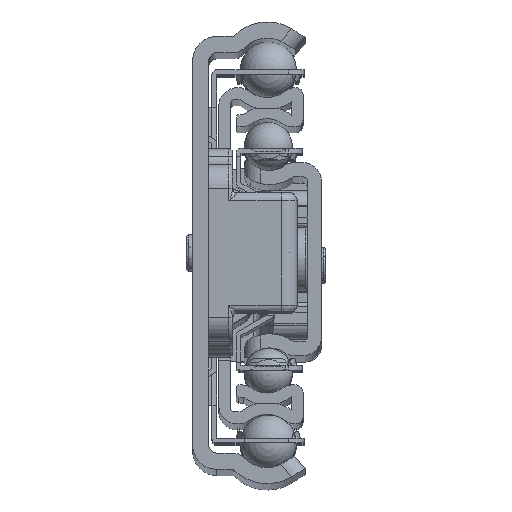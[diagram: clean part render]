
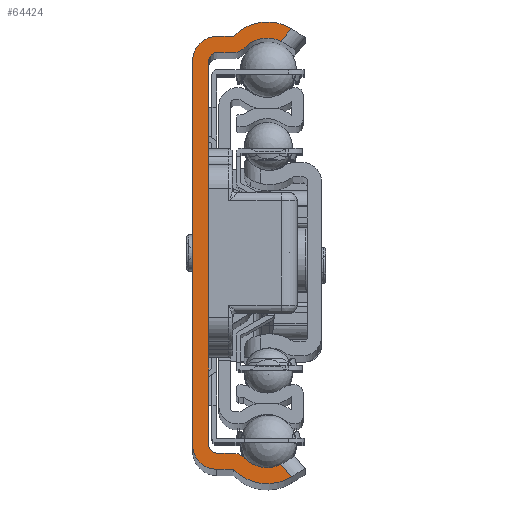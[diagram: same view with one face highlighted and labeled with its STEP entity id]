
A CAD part, top view. The second image highlights one B-rep face of the part: STEP entity #64424.
In plain terms, the highlighted planar face has unit normal (0, 0, 1).
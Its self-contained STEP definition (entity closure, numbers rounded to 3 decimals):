
#3679=PLANE('',#68267);
#5669=LINE('',#93392,#10535);
#5691=LINE('',#93480,#10557);
#5699=LINE('',#93526,#10565);
#5710=LINE('',#93586,#10576);
#5714=LINE('',#93598,#10580);
#5718=LINE('',#93610,#10584);
#5723=LINE('',#93627,#10589);
#5727=LINE('',#93641,#10593);
#10535=VECTOR('',#75294,10.);
#10557=VECTOR('',#75382,10.);
#10565=VECTOR('',#75412,10.);
#10576=VECTOR('',#75459,10.);
#10580=VECTOR('',#75471,10.);
#10584=VECTOR('',#75483,10.);
#10589=VECTOR('',#75504,10.);
#10593=VECTOR('',#75522,10.);
#16172=FACE_OUTER_BOUND('',#19495,.T.);
#19495=EDGE_LOOP('',(#44005,#44006,#44007,#44008,#44009,#44010,#44011,#44012,
#44013,#44014,#44015,#44016,#44017,#44018,#44019,#44020,#44021,#44022));
#22919=CIRCLE('',#68219,5.8);
#22921=CIRCLE('',#68228,3.8);
#22922=CIRCLE('',#68238,3.8);
#22924=CIRCLE('',#68241,2.);
#22926=CIRCLE('',#68245,1.);
#22928=CIRCLE('',#68249,1.);
#22930=CIRCLE('',#68253,2.);
#22932=CIRCLE('',#68257,5.8);
#22934=CIRCLE('',#68261,3.);
#22936=CIRCLE('',#68264,3.);
#25845=VERTEX_POINT('',#93390);
#25846=VERTEX_POINT('',#93391);
#25874=VERTEX_POINT('',#93474);
#25875=VERTEX_POINT('',#93479);
#25882=VERTEX_POINT('',#93501);
#25889=VERTEX_POINT('',#93520);
#25890=VERTEX_POINT('',#93525);
#25894=VERTEX_POINT('',#93541);
#25901=VERTEX_POINT('',#93573);
#25903=VERTEX_POINT('',#93579);
#25905=VERTEX_POINT('',#93585);
#25907=VERTEX_POINT('',#93591);
#25909=VERTEX_POINT('',#93597);
#25911=VERTEX_POINT('',#93603);
#25913=VERTEX_POINT('',#93609);
#25915=VERTEX_POINT('',#93620);
#25917=VERTEX_POINT('',#93626);
#25919=VERTEX_POINT('',#93635);
#32781=EDGE_CURVE('',#25845,#25846,#5669,.T.);
#32824=EDGE_CURVE('',#25874,#25875,#5691,.T.);
#32833=EDGE_CURVE('',#25882,#25874,#22919,.T.);
#32842=EDGE_CURVE('',#25889,#25890,#5699,.T.);
#32848=EDGE_CURVE('',#25894,#25889,#22921,.T.);
#32860=EDGE_CURVE('',#25875,#25901,#22922,.T.);
#32863=EDGE_CURVE('',#25901,#25903,#22924,.T.);
#32866=EDGE_CURVE('',#25903,#25905,#5710,.T.);
#32869=EDGE_CURVE('',#25905,#25907,#22926,.T.);
#32872=EDGE_CURVE('',#25907,#25909,#5714,.T.);
#32875=EDGE_CURVE('',#25909,#25911,#22928,.T.);
#32878=EDGE_CURVE('',#25911,#25913,#5718,.T.);
#32881=EDGE_CURVE('',#25913,#25894,#22930,.T.);
#32884=EDGE_CURVE('',#25890,#25915,#22932,.T.);
#32887=EDGE_CURVE('',#25915,#25917,#5723,.T.);
#32890=EDGE_CURVE('',#25917,#25845,#22934,.T.);
#32892=EDGE_CURVE('',#25846,#25919,#22936,.T.);
#32895=EDGE_CURVE('',#25919,#25882,#5727,.T.);
#44005=ORIENTED_EDGE('',*,*,#32824,.F.);
#44006=ORIENTED_EDGE('',*,*,#32833,.F.);
#44007=ORIENTED_EDGE('',*,*,#32895,.F.);
#44008=ORIENTED_EDGE('',*,*,#32892,.F.);
#44009=ORIENTED_EDGE('',*,*,#32781,.F.);
#44010=ORIENTED_EDGE('',*,*,#32890,.F.);
#44011=ORIENTED_EDGE('',*,*,#32887,.F.);
#44012=ORIENTED_EDGE('',*,*,#32884,.F.);
#44013=ORIENTED_EDGE('',*,*,#32842,.F.);
#44014=ORIENTED_EDGE('',*,*,#32848,.F.);
#44015=ORIENTED_EDGE('',*,*,#32881,.F.);
#44016=ORIENTED_EDGE('',*,*,#32878,.F.);
#44017=ORIENTED_EDGE('',*,*,#32875,.F.);
#44018=ORIENTED_EDGE('',*,*,#32872,.F.);
#44019=ORIENTED_EDGE('',*,*,#32869,.F.);
#44020=ORIENTED_EDGE('',*,*,#32866,.F.);
#44021=ORIENTED_EDGE('',*,*,#32863,.F.);
#44022=ORIENTED_EDGE('',*,*,#32860,.F.);
#64424=ADVANCED_FACE('',(#16172),#3679,.T.);
#68219=AXIS2_PLACEMENT_3D('',#93503,#75394,#75395);
#68228=AXIS2_PLACEMENT_3D('',#93543,#75419,#75420);
#68238=AXIS2_PLACEMENT_3D('',#93574,#75445,#75446);
#68241=AXIS2_PLACEMENT_3D('',#93580,#75452,#75453);
#68245=AXIS2_PLACEMENT_3D('',#93592,#75464,#75465);
#68249=AXIS2_PLACEMENT_3D('',#93604,#75476,#75477);
#68253=AXIS2_PLACEMENT_3D('',#93615,#75488,#75489);
#68257=AXIS2_PLACEMENT_3D('',#93621,#75497,#75498);
#68261=AXIS2_PLACEMENT_3D('',#93632,#75509,#75510);
#68264=AXIS2_PLACEMENT_3D('',#93636,#75515,#75516);
#68267=AXIS2_PLACEMENT_3D('',#93643,#75524,#75525);
#75294=DIRECTION('',(0.,1.,0.));
#75382=DIRECTION('',(-0.653,-0.757,0.));
#75394=DIRECTION('center_axis',(0.,0.,-1.));
#75395=DIRECTION('ref_axis',(-0.525,-0.851,0.));
#75412=DIRECTION('',(0.653,-0.757,0.));
#75419=DIRECTION('center_axis',(0.,0.,1.));
#75420=DIRECTION('ref_axis',(-0.724,-0.69,0.));
#75445=DIRECTION('center_axis',(0.,0.,1.));
#75446=DIRECTION('ref_axis',(0.525,0.851,0.));
#75452=DIRECTION('center_axis',(0.,0.,-1.));
#75453=DIRECTION('ref_axis',(0.,1.,0.));
#75459=DIRECTION('',(-1.,0.,0.));
#75464=DIRECTION('center_axis',(0.,0.,1.));
#75465=DIRECTION('ref_axis',(0.,1.,0.));
#75471=DIRECTION('',(0.,-1.,0.));
#75476=DIRECTION('center_axis',(0.,0.,1.));
#75477=DIRECTION('ref_axis',(-1.,0.,0.));
#75483=DIRECTION('',(1.,0.,0.));
#75488=DIRECTION('center_axis',(0.,0.,-1.));
#75489=DIRECTION('ref_axis',(-0.724,-0.69,0.));
#75497=DIRECTION('center_axis',(0.,0.,-1.));
#75498=DIRECTION('ref_axis',(0.724,0.69,0.));
#75504=DIRECTION('',(-1.,0.,0.));
#75509=DIRECTION('center_axis',(0.,0.,-1.));
#75510=DIRECTION('ref_axis',(1.,0.,0.));
#75515=DIRECTION('center_axis',(0.,0.,-1.));
#75516=DIRECTION('ref_axis',(0.,-1.,0.));
#75522=DIRECTION('',(1.,0.,0.));
#75524=DIRECTION('center_axis',(0.,0.,1.));
#75525=DIRECTION('ref_axis',(1.,0.,0.));
#93390=CARTESIAN_POINT('',(-9.25,-23.9,450.));
#93391=CARTESIAN_POINT('',(-9.25,23.9,450.));
#93392=CARTESIAN_POINT('',(-9.25,-23.9,450.));
#93474=CARTESIAN_POINT('',(3.027,27.848,450.));
#93479=CARTESIAN_POINT('',(1.693,26.302,450.));
#93480=CARTESIAN_POINT('',(-5.642,17.798,450.));
#93501=CARTESIAN_POINT('',(-4.2,26.9,450.));
#93503=CARTESIAN_POINT('Origin',(0.,22.9,
450.));
#93520=CARTESIAN_POINT('',(1.693,-26.302,450.));
#93525=CARTESIAN_POINT('',(3.027,-27.848,450.));
#93526=CARTESIAN_POINT('',(-6.304,-17.031,450.));
#93541=CARTESIAN_POINT('',(-2.752,-25.521,450.));
#93543=CARTESIAN_POINT('Origin',(0.,-22.9,
450.));
#93573=CARTESIAN_POINT('',(-2.752,25.521,450.));
#93574=CARTESIAN_POINT('Origin',(0.,22.9,
450.));
#93579=CARTESIAN_POINT('',(-4.2,24.9,450.));
#93580=CARTESIAN_POINT('Origin',(-4.2,26.9,450.));
#93585=CARTESIAN_POINT('',(-6.25,24.9,450.));
#93586=CARTESIAN_POINT('',(-4.2,24.9,450.));
#93591=CARTESIAN_POINT('',(-7.25,23.9,450.));
#93592=CARTESIAN_POINT('Origin',(-6.25,23.9,450.));
#93597=CARTESIAN_POINT('',(-7.25,-23.9,450.));
#93598=CARTESIAN_POINT('',(-7.25,23.9,450.));
#93603=CARTESIAN_POINT('',(-6.25,-24.9,450.));
#93604=CARTESIAN_POINT('Origin',(-6.25,-23.9,450.));
#93609=CARTESIAN_POINT('',(-4.2,-24.9,450.));
#93610=CARTESIAN_POINT('',(-6.25,-24.9,450.));
#93615=CARTESIAN_POINT('Origin',(-4.2,-26.9,450.));
#93620=CARTESIAN_POINT('',(-4.2,-26.9,450.));
#93621=CARTESIAN_POINT('Origin',(0.,-22.9,
450.));
#93626=CARTESIAN_POINT('',(-6.25,-26.9,450.));
#93627=CARTESIAN_POINT('',(-4.2,-26.9,450.));
#93632=CARTESIAN_POINT('Origin',(-6.25,-23.9,450.));
#93635=CARTESIAN_POINT('',(-6.25,26.9,450.));
#93636=CARTESIAN_POINT('Origin',(-6.25,23.9,450.));
#93641=CARTESIAN_POINT('',(-6.25,26.9,450.));
#93643=CARTESIAN_POINT('Origin',(-5.819,0.,
450.));
